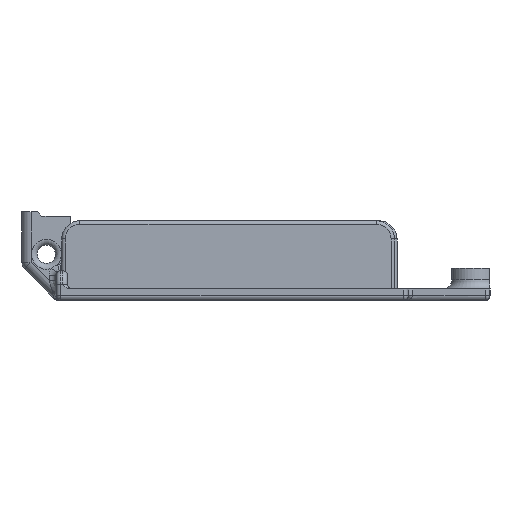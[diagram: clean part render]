
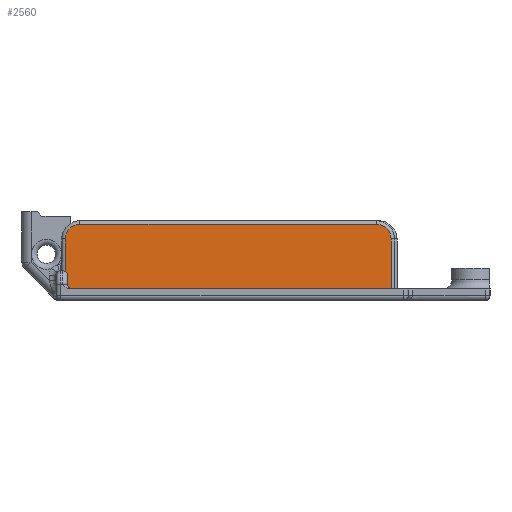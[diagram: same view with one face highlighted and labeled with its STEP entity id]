
A CAD part, left-side view. The second image highlights one B-rep face of the part: STEP entity #2560.
In plain terms, the highlighted planar face has unit normal (-1, 0, 0).
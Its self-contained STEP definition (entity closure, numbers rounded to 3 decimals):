
#225=FACE_OUTER_BOUND('',#385,.T.);
#385=EDGE_LOOP('',(#1766,#1767,#1768,#1769,#1770,#1771,#1772,#1773,#1774));
#570=CIRCLE('',#2738,3.25);
#573=CIRCLE('',#2743,3.25);
#575=CIRCLE('',#2747,1.);
#576=CIRCLE('',#2748,1.);
#741=LINE('',#3951,#906);
#742=LINE('',#3960,#907);
#743=LINE('',#3978,#908);
#744=LINE('',#3995,#909);
#745=LINE('',#3998,#910);
#906=VECTOR('',#3104,10.);
#907=VECTOR('',#3117,10.);
#908=VECTOR('',#3126,10.);
#909=VECTOR('',#3133,10.);
#910=VECTOR('',#3136,10.);
#1084=VERTEX_POINT('',#3948);
#1085=VERTEX_POINT('',#3950);
#1086=VERTEX_POINT('',#3954);
#1087=VERTEX_POINT('',#3958);
#1088=VERTEX_POINT('',#3962);
#1089=VERTEX_POINT('',#3966);
#1092=VERTEX_POINT('',#3992);
#1093=VERTEX_POINT('',#3994);
#1094=VERTEX_POINT('',#3996);
#1334=EDGE_CURVE('',#1084,#1085,#741,.T.);
#1337=EDGE_CURVE('',#1086,#1084,#570,.T.);
#1339=EDGE_CURVE('',#1087,#1086,#742,.T.);
#1341=EDGE_CURVE('',#1088,#1087,#573,.T.);
#1343=EDGE_CURVE('',#1089,#1088,#743,.T.);
#1346=EDGE_CURVE('',#1092,#1089,#575,.T.);
#1347=EDGE_CURVE('',#1093,#1092,#744,.T.);
#1348=EDGE_CURVE('',#1094,#1093,#576,.T.);
#1349=EDGE_CURVE('',#1085,#1094,#745,.T.);
#1766=ORIENTED_EDGE('',*,*,#1343,.F.);
#1767=ORIENTED_EDGE('',*,*,#1346,.F.);
#1768=ORIENTED_EDGE('',*,*,#1347,.F.);
#1769=ORIENTED_EDGE('',*,*,#1348,.F.);
#1770=ORIENTED_EDGE('',*,*,#1349,.F.);
#1771=ORIENTED_EDGE('',*,*,#1334,.F.);
#1772=ORIENTED_EDGE('',*,*,#1337,.F.);
#1773=ORIENTED_EDGE('',*,*,#1339,.F.);
#1774=ORIENTED_EDGE('',*,*,#1341,.F.);
#2510=PLANE('',#2746);
#2560=ADVANCED_FACE('',(#225),#2510,.T.);
#2738=AXIS2_PLACEMENT_3D('',#3956,#3111,#3112);
#2743=AXIS2_PLACEMENT_3D('',#3964,#3122,#3123);
#2746=AXIS2_PLACEMENT_3D('',#3991,#3129,#3130);
#2747=AXIS2_PLACEMENT_3D('',#3993,#3131,#3132);
#2748=AXIS2_PLACEMENT_3D('',#3997,#3134,#3135);
#3104=DIRECTION('',(0.,0.,-1.));
#3111=DIRECTION('center_axis',(1.,0.,0.));
#3112=DIRECTION('ref_axis',(0.,-0.707,0.707));
#3117=DIRECTION('',(0.,-1.,0.));
#3122=DIRECTION('center_axis',(1.,0.,0.));
#3123=DIRECTION('ref_axis',(0.,0.707,0.707));
#3126=DIRECTION('',(0.,0.,1.));
#3129=DIRECTION('center_axis',(-1.,0.,0.));
#3130=DIRECTION('ref_axis',(0.,-1.,0.));
#3131=DIRECTION('center_axis',(-1.,0.,0.));
#3132=DIRECTION('ref_axis',(0.,-0.707,0.707));
#3133=DIRECTION('',(0.,0.,1.));
#3134=DIRECTION('center_axis',(1.,0.,0.));
#3135=DIRECTION('ref_axis',(0.,0.707,-0.707));
#3136=DIRECTION('',(0.,1.,0.));
#3948=CARTESIAN_POINT('',(-106.756,-107.504,28.066));
#3950=CARTESIAN_POINT('',(-106.756,-107.504,17.066));
#3951=CARTESIAN_POINT('',(-106.756,-107.504,17.066));
#3954=CARTESIAN_POINT('',(-106.756,-104.254,31.316));
#3956=CARTESIAN_POINT('Origin',(-106.756,-104.254,28.066));
#3958=CARTESIAN_POINT('',(-106.756,-39.016,31.316));
#3960=CARTESIAN_POINT('',(-106.756,-63.254,31.316));
#3962=CARTESIAN_POINT('',(-106.756,-35.766,28.066));
#3964=CARTESIAN_POINT('Origin',(-106.756,-39.016,28.066));
#3966=CARTESIAN_POINT('',(-106.756,-35.766,20.935));
#3978=CARTESIAN_POINT('',(-106.756,-35.766,17.066));
#3991=CARTESIAN_POINT('Origin',(-106.756,-48.254,17.066));
#3992=CARTESIAN_POINT('',(-106.756,-36.272,20.066));
#3993=CARTESIAN_POINT('Origin',(-106.756,-35.272,20.066));
#3994=CARTESIAN_POINT('',(-106.756,-36.272,18.066));
#3995=CARTESIAN_POINT('',(-106.756,-36.272,15.566));
#3996=CARTESIAN_POINT('',(-106.756,-37.272,17.066));
#3997=CARTESIAN_POINT('Origin',(-106.756,-37.272,18.066));
#3998=CARTESIAN_POINT('',(-106.756,-65.513,17.066));
